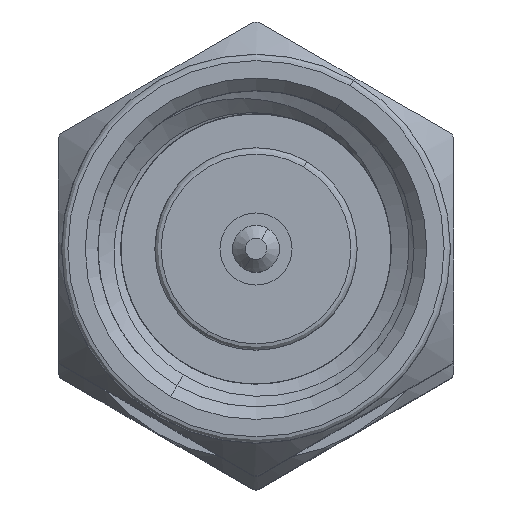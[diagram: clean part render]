
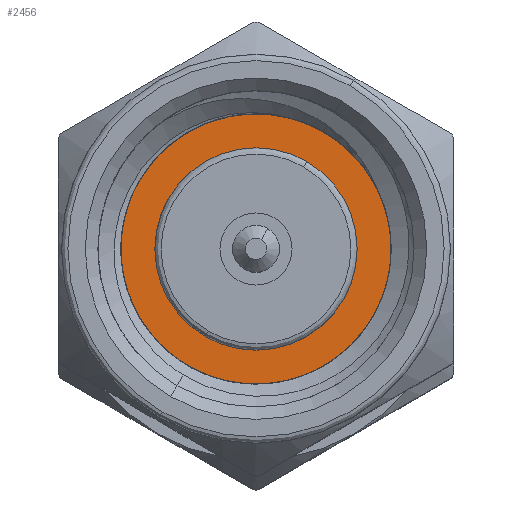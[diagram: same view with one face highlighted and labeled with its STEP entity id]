
A CAD part, top view. The second image highlights one B-rep face of the part: STEP entity #2456.
In plain terms, the highlighted face is planar.
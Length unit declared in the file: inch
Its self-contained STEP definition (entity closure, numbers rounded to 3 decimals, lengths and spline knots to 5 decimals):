
#265 = CARTESIAN_POINT ( 'NONE',  ( 0.15, 0.00289, -0.1205 ) ) ;
#358 = ORIENTED_EDGE ( 'NONE', *, *, #1296, .T. ) ;
#421 = CARTESIAN_POINT ( 'NONE',  ( 0.15, -0.031, -0.11822 ) ) ;
#455 = EDGE_CURVE ( 'NONE', #1022, #3224, #6198, .T. ) ;
#467 = CARTESIAN_POINT ( 'NONE',  ( 0.15, -0.07301, -0.10146 ) ) ;
#469 = CARTESIAN_POINT ( 'NONE',  ( 0.15, -0.02249, 0.11154 ) ) ;
#607 = CARTESIAN_POINT ( 'NONE',  ( 0.15, 0.06247, 0.08682 ) ) ;
#772 = DIRECTION ( 'NONE',  ( 0., 0., 1. ) ) ;
#924 = CARTESIAN_POINT ( 'NONE',  ( 0.15, -0.05291, -0.1122 ) ) ;
#975 = CARTESIAN_POINT ( 'NONE',  ( 0.15, -0.07478, 0.09032 ) ) ;
#1022 = VERTEX_POINT ( 'NONE', #5421 ) ;
#1047 = CARTESIAN_POINT ( 'NONE',  ( 0.15, -0.08782, 0.07938 ) ) ;
#1081 = CARTESIAN_POINT ( 'NONE',  ( 0.15, -0.11934, 0.02629 ) ) ;
#1186 = CARTESIAN_POINT ( 'NONE',  ( 0.15, 0.07402, 0.07851 ) ) ;
#1218 = PLANE ( 'NONE',  #6453 ) ;
#1253 = DIRECTION ( 'NONE',  ( 0., 0., 1. ) ) ;
#1296 = EDGE_CURVE ( 'NONE', #3954, #2889, #5705, .T. ) ;
#1327 = AXIS2_PLACEMENT_3D ( 'NONE', #4268, #5250, #772 ) ;
#1440 = CARTESIAN_POINT ( 'NONE',  ( 0.15, -0.07301, -0.10146 ) ) ;
#1514 = CARTESIAN_POINT ( 'NONE',  ( 0.15, 0.10416, -0.04019 ) ) ;
#1516 = CARTESIAN_POINT ( 'NONE',  ( 0.15, 0., 0. ) ) ;
#1639 = EDGE_LOOP ( 'NONE', ( #2843, #358, #7057, #5318 ) ) ;
#1735 = ORIENTED_EDGE ( 'NONE', *, *, #455, .F. ) ;
#1767 = CARTESIAN_POINT ( 'NONE',  ( 0.15, 0.10697, -0.02916 ) ) ;
#1895 = B_SPLINE_CURVE_WITH_KNOTS ( 'NONE', 3,
 ( #6276, #1186, #4609, #2945, #6304, #3982 ),
 .UNSPECIFIED., .F., .F.,
 ( 4, 2, 4 ),
 ( 0., 0.00108, 0.00217 ),
 .UNSPECIFIED. ) ;
#2015 = CARTESIAN_POINT ( 'NONE',  ( 0.15, -0.06331, -0.10755 ) ) ;
#2055 = CARTESIAN_POINT ( 'NONE',  ( 0.15, 0.07521, -0.0896 ) ) ;
#2067 = CARTESIAN_POINT ( 'NONE',  ( 0.15, 0.05345, 0.0938 ) ) ;
#2134 = CARTESIAN_POINT ( 'NONE',  ( 0.15, 0.05808, 0.0905 ) ) ;
#2205 = VERTEX_POINT ( 'NONE', #5488 ) ;
#2456 = ADVANCED_FACE ( 'NONE', ( #3344, #6372 ), #1218, .T. ) ;
#2524 = CARTESIAN_POINT ( 'NONE',  ( 0.15, 0.01438, -0.11901 ) ) ;
#2563 = CARTESIAN_POINT ( 'NONE',  ( 0.15, -0.03661, -0.11698 ) ) ;
#2617 = CARTESIAN_POINT ( 'NONE',  ( 0.15, 0.01167, 0.11102 ) ) ;
#2690 = CARTESIAN_POINT ( 'NONE',  ( 0.15, 0.03855, 0.10218 ) ) ;
#2730 = CARTESIAN_POINT ( 'NONE',  ( 0.15, -0.01118, 0.11249 ) ) ;
#2766 = CARTESIAN_POINT ( 'NONE',  ( 0.15, -0.1157, 0.03704 ) ) ;
#2843 = ORIENTED_EDGE ( 'NONE', *, *, #4487, .T. ) ;
#2889 = VERTEX_POINT ( 'NONE', #607 ) ;
#2939 = CARTESIAN_POINT ( 'NONE',  ( 0.15, 0., 0. ) ) ;
#2945 = CARTESIAN_POINT ( 'NONE',  ( 0.15, 0.09867, 0.04366 ) ) ;
#3125 = DIRECTION ( 'NONE',  ( 0., 0., 1. ) ) ;
#3171 = CARTESIAN_POINT ( 'NONE',  ( 0.15, -0.03911, 0.10764 ) ) ;
#3224 = VERTEX_POINT ( 'NONE', #5482 ) ;
#3249 = CARTESIAN_POINT ( 'NONE',  ( 0.15, -0.09936, 0.06701 ) ) ;
#3280 = CARTESIAN_POINT ( 'NONE',  ( 0.15, -0.06022, 0.09925 ) ) ;
#3344 = FACE_OUTER_BOUND ( 'NONE', #1639, .T. ) ;
#3461 = DIRECTION ( 'NONE',  ( -1., 0., 0. ) ) ;
#3511 = AXIS2_PLACEMENT_3D ( 'NONE', #1516, #4316, #3125 ) ;
#3640 = CARTESIAN_POINT ( 'NONE',  ( 0.15, 0.03068, -0.11435 ) ) ;
#3772 = CARTESIAN_POINT ( 'NONE',  ( 0.15, -0.10592, 0.05744 ) ) ;
#3787 = EDGE_CURVE ( 'NONE', #2889, #2205, #1895, .T. ) ;
#3954 = VERTEX_POINT ( 'NONE', #5950 ) ;
#3982 = CARTESIAN_POINT ( 'NONE',  ( 0.15, 0.10575, 0.01604 ) ) ;
#4019 = CARTESIAN_POINT ( 'NONE',  ( 0.15, 0., 0. ) ) ;
#4120 = DIRECTION ( 'NONE',  ( -1., 0., 0. ) ) ;
#4162 = DIRECTION ( 'NONE',  ( 0., 0., 1. ) ) ;
#4197 = CARTESIAN_POINT ( 'NONE',  ( 0.15, -0.01409, -0.12033 ) ) ;
#4268 = CARTESIAN_POINT ( 'NONE',  ( 0.15, 0., 0. ) ) ;
#4276 = CARTESIAN_POINT ( 'NONE',  ( 0.15, 0.09065, -0.07158 ) ) ;
#4316 = DIRECTION ( 'NONE',  ( -1., 0., 0. ) ) ;
#4326 = CARTESIAN_POINT ( 'NONE',  ( 0.15, 0.02267, 0.10853 ) ) ;
#4361 = CARTESIAN_POINT ( 'NONE',  ( 0.15, -0.11352, 0.04226 ) ) ;
#4409 = AXIS2_PLACEMENT_3D ( 'NONE', #4019, #3461, #4162 ) ;
#4487 = EDGE_CURVE ( 'NONE', #5246, #3954, #5784, .T. ) ;
#4571 = CARTESIAN_POINT ( 'NONE',  ( 0.15, 0.1083, 0.00487 ) ) ;
#4609 = CARTESIAN_POINT ( 'NONE',  ( 0.15, 0.08386, 0.06788 ) ) ;
#4875 = CARTESIAN_POINT ( 'NONE',  ( 0.15, -0.08368, 0.08322 ) ) ;
#5104 = ORIENTED_EDGE ( 'NONE', *, *, #5300, .F. ) ;
#5246 = VERTEX_POINT ( 'NONE', #467 ) ;
#5250 = DIRECTION ( 'NONE',  ( -1., 0., 0. ) ) ;
#5300 = EDGE_CURVE ( 'NONE', #3224, #1022, #5695, .T. ) ;
#5318 = ORIENTED_EDGE ( 'NONE', *, *, #5450, .T. ) ;
#5421 = CARTESIAN_POINT ( 'NONE',  ( 0.15, 0., 0.08 ) ) ;
#5450 = EDGE_CURVE ( 'NONE', #2205, #5246, #6701, .T. ) ;
#5482 = CARTESIAN_POINT ( 'NONE',  ( 0.15, 0., -0.08 ) ) ;
#5488 = CARTESIAN_POINT ( 'NONE',  ( 0.15, 0.10575, 0.01604 ) ) ;
#5525 = EDGE_LOOP ( 'NONE', ( #5104, #1735 ) ) ;
#5529 = CARTESIAN_POINT ( 'NONE',  ( 0.15, 0.06247, 0.08682 ) ) ;
#5671 = CARTESIAN_POINT ( 'NONE',  ( 0.15, 0.10575, 0.01604 ) ) ;
#5695 = CIRCLE ( 'NONE', #4409, 0.08 ) ;
#5705 = B_SPLINE_CURVE_WITH_KNOTS ( 'NONE', 3,
 ( #7198, #6646, #6068, #6099, #1081, #2766, #4361, #3772, #3249, #1047, #4875, #975, #7095, #3280, #7232, #6681, #3171, #469, #2730, #2617, #4326, #2690, #7166, #2067, #2134, #5529 ),
 .UNSPECIFIED., .F., .F.,
 ( 4, 2, 2, 2, 2, 2, 2, 2, 2, 2, 2, 2, 4 ),
 ( 0., 0.00086, 0.00129, 0.00172, 0.00258, 0.00301, 0.00345, 0.00388, 0.00431, 0.00517, 0.00603, 0.00646, 0.00689 ),
 .UNSPECIFIED. ) ;
#5784 = CIRCLE ( 'NONE', #1327, 0.125 ) ;
#5842 = CARTESIAN_POINT ( 'NONE',  ( 0.15, -0.01973, -0.11989 ) ) ;
#5914 = CARTESIAN_POINT ( 'NONE',  ( 0.15, 0.05142, -0.10495 ) ) ;
#5950 = CARTESIAN_POINT ( 'NONE',  ( 0.15, -0.12359, -0.01875 ) ) ;
#6068 = CARTESIAN_POINT ( 'NONE',  ( 0.15, -0.124, 0.00397 ) ) ;
#6099 = CARTESIAN_POINT ( 'NONE',  ( 0.15, -0.12081, 0.02072 ) ) ;
#6198 = CIRCLE ( 'NONE', #3511, 0.08 ) ;
#6276 = CARTESIAN_POINT ( 'NONE',  ( 0.15, 0.06247, 0.08682 ) ) ;
#6304 = CARTESIAN_POINT ( 'NONE',  ( 0.15, 0.10361, 0.03011 ) ) ;
#6372 = FACE_BOUND ( 'NONE', #5525, .T. ) ;
#6415 = CARTESIAN_POINT ( 'NONE',  ( 0.15, 0.04637, -0.1077 ) ) ;
#6453 = AXIS2_PLACEMENT_3D ( 'NONE', #2939, #4120, #1253 ) ;
#6530 = CARTESIAN_POINT ( 'NONE',  ( 0.15, 0.03599, -0.1124 ) ) ;
#6646 = CARTESIAN_POINT ( 'NONE',  ( 0.15, -0.12458, -0.00733 ) ) ;
#6681 = CARTESIAN_POINT ( 'NONE',  ( 0.15, -0.0446, 0.10591 ) ) ;
#6701 = B_SPLINE_CURVE_WITH_KNOTS ( 'NONE', 3,
 ( #5671, #4571, #6785, #1767, #1514, #4276, #2055, #5914, #6415, #6530, #3640, #2524, #265, #4197, #5842, #421, #2563, #924, #2015, #1440 ),
 .UNSPECIFIED., .F., .F.,
 ( 4, 2, 2, 2, 2, 2, 2, 2, 2, 4 ),
 ( 0., 0.00086, 0.00172, 0.00344, 0.00388, 0.00431, 0.00517, 0.0056, 0.00603, 0.00689 ),
 .UNSPECIFIED. ) ;
#6785 = CARTESIAN_POINT ( 'NONE',  ( 0.15, 0.10905, -0.00641 ) ) ;
#7057 = ORIENTED_EDGE ( 'NONE', *, *, #3787, .T. ) ;
#7095 = CARTESIAN_POINT ( 'NONE',  ( 0.15, -0.07003, 0.09357 ) ) ;
#7166 = CARTESIAN_POINT ( 'NONE',  ( 0.15, 0.0437, 0.09963 ) ) ;
#7198 = CARTESIAN_POINT ( 'NONE',  ( 0.15, -0.12359, -0.01875 ) ) ;
#7232 = CARTESIAN_POINT ( 'NONE',  ( 0.15, -0.05514, 0.10172 ) ) ;
